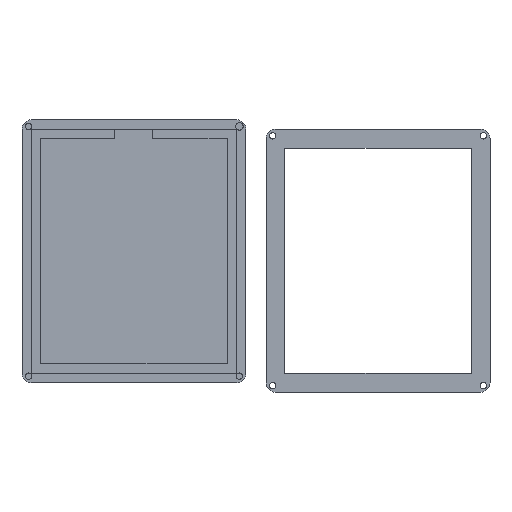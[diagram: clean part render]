
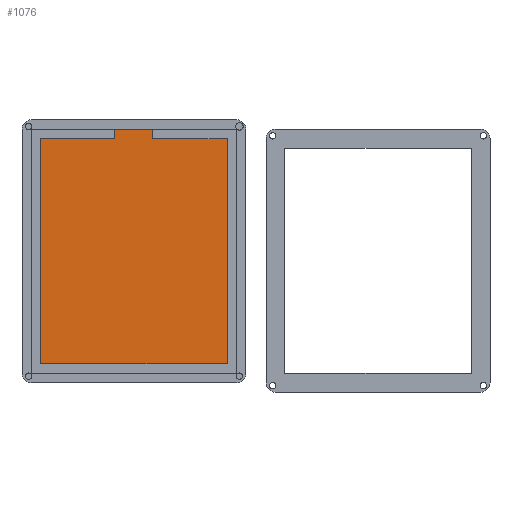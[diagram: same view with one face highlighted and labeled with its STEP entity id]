
A CAD part, top view. The second image highlights one B-rep face of the part: STEP entity #1076.
In plain terms, the highlighted planar face has unit normal (0, 0, 1).
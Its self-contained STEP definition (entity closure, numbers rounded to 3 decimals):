
#258=PLANE('',#1229);
#299=FACE_OUTER_BOUND('',#353,.T.);
#353=EDGE_LOOP('',(#926,#927,#928,#929,#930,#931,#932,#933));
#402=LINE('',#1771,#490);
#406=LINE('',#1780,#494);
#419=LINE('',#1804,#507);
#420=LINE('',#1807,#508);
#429=LINE('',#1823,#517);
#433=LINE('',#1833,#521);
#435=LINE('',#1837,#523);
#437=LINE('',#1840,#525);
#490=VECTOR('',#1415,10.);
#494=VECTOR('',#1421,10.);
#507=VECTOR('',#1438,10.);
#508=VECTOR('',#1441,10.);
#517=VECTOR('',#1456,10.);
#521=VECTOR('',#1470,10.);
#523=VECTOR('',#1474,10.);
#525=VECTOR('',#1478,10.);
#616=VERTEX_POINT('',#1768);
#617=VERTEX_POINT('',#1770);
#620=VERTEX_POINT('',#1777);
#621=VERTEX_POINT('',#1779);
#630=VERTEX_POINT('',#1802);
#631=VERTEX_POINT('',#1806);
#636=VERTEX_POINT('',#1832);
#637=VERTEX_POINT('',#1836);
#706=EDGE_CURVE('',#616,#617,#402,.T.);
#710=EDGE_CURVE('',#620,#621,#406,.T.);
#723=EDGE_CURVE('',#620,#630,#419,.T.);
#724=EDGE_CURVE('',#631,#617,#420,.T.);
#733=EDGE_CURVE('',#621,#616,#429,.T.);
#737=EDGE_CURVE('',#636,#631,#433,.T.);
#739=EDGE_CURVE('',#637,#636,#435,.T.);
#741=EDGE_CURVE('',#630,#637,#437,.T.);
#926=ORIENTED_EDGE('',*,*,#739,.T.);
#927=ORIENTED_EDGE('',*,*,#737,.T.);
#928=ORIENTED_EDGE('',*,*,#724,.T.);
#929=ORIENTED_EDGE('',*,*,#706,.F.);
#930=ORIENTED_EDGE('',*,*,#733,.F.);
#931=ORIENTED_EDGE('',*,*,#710,.F.);
#932=ORIENTED_EDGE('',*,*,#723,.T.);
#933=ORIENTED_EDGE('',*,*,#741,.T.);
#1076=ADVANCED_FACE('',(#299),#258,.T.);
#1229=AXIS2_PLACEMENT_3D('',#1841,#1479,#1480);
#1415=DIRECTION('',(0.,-1.,0.));
#1421=DIRECTION('',(0.,1.,0.));
#1438=DIRECTION('',(-1.,0.,0.));
#1441=DIRECTION('',(-1.,0.,0.));
#1456=DIRECTION('',(1.,0.,0.));
#1470=DIRECTION('',(0.,1.,0.));
#1474=DIRECTION('',(1.,0.,0.));
#1478=DIRECTION('',(0.,-1.,0.));
#1479=DIRECTION('center_axis',(0.,0.,1.));
#1480=DIRECTION('ref_axis',(1.,0.,0.));
#1768=CARTESIAN_POINT('',(84.5,225.,1.));
#1770=CARTESIAN_POINT('',(84.5,220.,1.));
#1771=CARTESIAN_POINT('',(84.5,225.,1.));
#1777=CARTESIAN_POINT('',(64.5,220.,1.));
#1779=CARTESIAN_POINT('',(64.5,225.,1.));
#1780=CARTESIAN_POINT('',(64.5,220.,1.));
#1802=CARTESIAN_POINT('',(25.,220.,1.));
#1804=CARTESIAN_POINT('',(25.,220.,1.));
#1806=CARTESIAN_POINT('',(124.29,220.,1.));
#1807=CARTESIAN_POINT('',(25.,220.,1.));
#1823=CARTESIAN_POINT('',(64.5,225.,1.));
#1832=CARTESIAN_POINT('',(124.29,99.96,1.));
#1833=CARTESIAN_POINT('',(124.29,220.,1.));
#1836=CARTESIAN_POINT('',(25.,99.96,1.));
#1837=CARTESIAN_POINT('',(124.29,99.96,1.));
#1840=CARTESIAN_POINT('',(25.,99.96,1.));
#1841=CARTESIAN_POINT('Origin',(74.645,159.98,1.));
